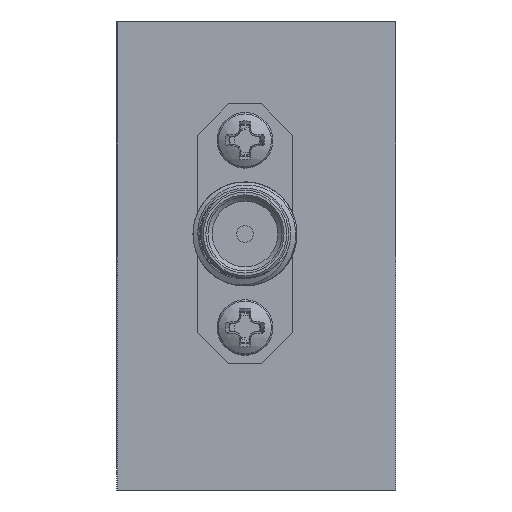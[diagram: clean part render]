
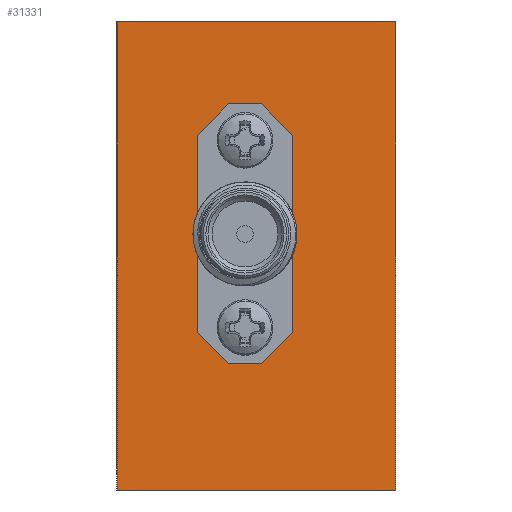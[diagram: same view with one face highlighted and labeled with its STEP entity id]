
A CAD part, left-side view. The second image highlights one B-rep face of the part: STEP entity #31331.
In plain terms, the highlighted planar face has unit normal (-1, 0, 0).
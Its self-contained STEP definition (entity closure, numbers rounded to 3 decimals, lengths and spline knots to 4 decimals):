
#6 = CARTESIAN_POINT ( 'NONE',  ( -0.9185, 0.2032, -0.1233 ) ) ;
#667 = DIRECTION ( 'NONE',  ( 0., -0.707, 0.707 ) ) ;
#893 = CARTESIAN_POINT ( 'NONE',  ( -0.9185, 0.2032, 0.2292 ) ) ;
#1781 = LINE ( 'NONE', #34671, #37565 ) ;
#2200 = VERTEX_POINT ( 'NONE', #26523 ) ;
#4094 = ORIENTED_EDGE ( 'NONE', *, *, #18489, .F. ) ;
#5640 = LINE ( 'NONE', #13279, #38209 ) ;
#5833 = VERTEX_POINT ( 'NONE', #46414 ) ;
#6559 = EDGE_CURVE ( 'NONE', #43580, #38722, #32438, .T. ) ;
#8198 = LINE ( 'NONE', #18496, #16884 ) ;
#8437 = CARTESIAN_POINT ( 'NONE',  ( -0.9185, -0.013, -0.2595 ) ) ;
#8489 = VECTOR ( 'NONE', #27050, 39.3701 ) ;
#8558 = EDGE_CURVE ( 'NONE', #35067, #23788, #25178, .T. ) ;
#9148 = CARTESIAN_POINT ( 'NONE',  ( -0.9185, 0.142, 0.3655 ) ) ;
#9182 = CARTESIAN_POINT ( 'NONE',  ( -0.9185, -0.1493, -0.1233 ) ) ;
#9786 = EDGE_CURVE ( 'NONE', #36343, #41068, #5640, .T. ) ;
#9829 = EDGE_CURVE ( 'NONE', #43580, #41068, #41620, .T. ) ;
#9971 = EDGE_CURVE ( 'NONE', #35067, #42374, #8198, .T. ) ;
#10272 = CARTESIAN_POINT ( 'NONE',  ( -0.9185, -0.088, 0.2905 ) ) ;
#10983 = CARTESIAN_POINT ( 'NONE',  ( -0.9185, -0.335, 0.5625 ) ) ;
#13279 = CARTESIAN_POINT ( 'NONE',  ( -0.9185, 0.142, -0.2595 ) ) ;
#14048 = DIRECTION ( 'NONE',  ( 0., -0.707, -0.707 ) ) ;
#14140 = ORIENTED_EDGE ( 'NONE', *, *, #39740, .T. ) ;
#14282 = CARTESIAN_POINT ( 'NONE',  ( -0.9185, -0.088, -0.1845 ) ) ;
#15197 = VECTOR ( 'NONE', #29560, 39.3701 ) ;
#15697 = VECTOR ( 'NONE', #22074, 39.3701 ) ;
#15990 = VECTOR ( 'NONE', #18129, 39.3701 ) ;
#16884 = VECTOR ( 'NONE', #22988, 39.3701 ) ;
#17322 = VERTEX_POINT ( 'NONE', #35653 ) ;
#18129 = DIRECTION ( 'NONE',  ( 0., 0.707, 0.707 ) ) ;
#18186 = VECTOR ( 'NONE', #43198, 39.3701 ) ;
#18264 = CARTESIAN_POINT ( 'NONE',  ( -0.9185, 0.335, -0.5625 ) ) ;
#18489 = EDGE_CURVE ( 'NONE', #2200, #5833, #23951, .T. ) ;
#18496 = CARTESIAN_POINT ( 'NONE',  ( -0.9185, 0.3345, 0.5625 ) ) ;
#20570 = FACE_BOUND ( 'NONE', #41296, .T. ) ;
#22074 = DIRECTION ( 'NONE',  ( 0., -1., 0. ) ) ;
#22988 = DIRECTION ( 'NONE',  ( 0., 0., 1. ) ) ;
#23358 = EDGE_CURVE ( 'NONE', #17322, #32243, #1781, .T. ) ;
#23436 = DIRECTION ( 'NONE',  ( 0., 0., -1. ) ) ;
#23705 = DIRECTION ( 'NONE',  ( 0., 1., 0. ) ) ;
#23788 = VERTEX_POINT ( 'NONE', #37714 ) ;
#23951 = LINE ( 'NONE', #9148, #8489 ) ;
#24374 = CARTESIAN_POINT ( 'NONE',  ( -0.9185, 0.335, 0.5625 ) ) ;
#24842 = ORIENTED_EDGE ( 'NONE', *, *, #9971, .F. ) ;
#25178 = LINE ( 'NONE', #18264, #15697 ) ;
#25282 = CARTESIAN_POINT ( 'NONE',  ( -0.9185, -0.088, 0.3655 ) ) ;
#26523 = CARTESIAN_POINT ( 'NONE',  ( -0.9185, 0.142, 0.2905 ) ) ;
#27050 = DIRECTION ( 'NONE',  ( 0., 0., -1. ) ) ;
#27730 = VECTOR ( 'NONE', #35761, 39.3701 ) ;
#27740 = CARTESIAN_POINT ( 'NONE',  ( -0.9185, 0.067, -0.2595 ) ) ;
#28138 = VECTOR ( 'NONE', #14048, 39.3701 ) ;
#28637 = ORIENTED_EDGE ( 'NONE', *, *, #41368, .T. ) ;
#29438 = CARTESIAN_POINT ( 'NONE',  ( -0.9185, 0.3345, -0.5625 ) ) ;
#29514 = LINE ( 'NONE', #893, #39833 ) ;
#29560 = DIRECTION ( 'NONE',  ( 0., 0., 1. ) ) ;
#29898 = CARTESIAN_POINT ( 'NONE',  ( -0.9185, 0.067, 0.3655 ) ) ;
#30274 = EDGE_CURVE ( 'NONE', #2200, #32243, #29514, .T. ) ;
#31331 = ADVANCED_FACE ( 'NONE', ( #20570, #45577 ), #38677, .F. ) ;
#32126 = VECTOR ( 'NONE', #42327, 39.3701 ) ;
#32243 = VERTEX_POINT ( 'NONE', #29898 ) ;
#32248 = CARTESIAN_POINT ( 'NONE',  ( -0.9185, 0.335, 0.5625 ) ) ;
#32429 = EDGE_CURVE ( 'NONE', #42374, #38720, #42970, .T. ) ;
#32438 = LINE ( 'NONE', #25282, #27730 ) ;
#34671 = CARTESIAN_POINT ( 'NONE',  ( -0.9185, 0.142, 0.3655 ) ) ;
#34961 = ORIENTED_EDGE ( 'NONE', *, *, #6559, .F. ) ;
#35067 = VERTEX_POINT ( 'NONE', #29438 ) ;
#35639 = EDGE_CURVE ( 'NONE', #17322, #38722, #46659, .T. ) ;
#35653 = CARTESIAN_POINT ( 'NONE',  ( -0.9185, -0.013, 0.3655 ) ) ;
#35761 = DIRECTION ( 'NONE',  ( 0., 0., 1. ) ) ;
#36343 = VERTEX_POINT ( 'NONE', #27740 ) ;
#36479 = LINE ( 'NONE', #44089, #15197 ) ;
#37136 = ORIENTED_EDGE ( 'NONE', *, *, #32429, .F. ) ;
#37502 = ORIENTED_EDGE ( 'NONE', *, *, #23358, .F. ) ;
#37565 = VECTOR ( 'NONE', #23705, 39.3701 ) ;
#37714 = CARTESIAN_POINT ( 'NONE',  ( -0.9185, -0.335, -0.5625 ) ) ;
#37958 = ORIENTED_EDGE ( 'NONE', *, *, #9829, .T. ) ;
#38209 = VECTOR ( 'NONE', #38749, 39.3701 ) ;
#38495 = ORIENTED_EDGE ( 'NONE', *, *, #9786, .F. ) ;
#38677 = PLANE ( 'NONE',  #46680 ) ;
#38720 = VERTEX_POINT ( 'NONE', #10983 ) ;
#38722 = VERTEX_POINT ( 'NONE', #10272 ) ;
#38749 = DIRECTION ( 'NONE',  ( 0., -1., 0. ) ) ;
#39740 = EDGE_CURVE ( 'NONE', #23788, #38720, #36479, .T. ) ;
#39833 = VECTOR ( 'NONE', #667, 39.3701 ) ;
#40020 = EDGE_LOOP ( 'NONE', ( #24842, #43957, #14140, #37136 ) ) ;
#40522 = CARTESIAN_POINT ( 'NONE',  ( -0.9185, 0.3345, 0.5625 ) ) ;
#41068 = VERTEX_POINT ( 'NONE', #8437 ) ;
#41296 = EDGE_LOOP ( 'NONE', ( #34961, #37958, #38495, #28637, #4094, #41486, #37502, #43888 ) ) ;
#41368 = EDGE_CURVE ( 'NONE', #36343, #5833, #46470, .T. ) ;
#41486 = ORIENTED_EDGE ( 'NONE', *, *, #30274, .T. ) ;
#41620 = LINE ( 'NONE', #9182, #32126 ) ;
#41774 = DIRECTION ( 'NONE',  ( 1., 0., 0. ) ) ;
#42327 = DIRECTION ( 'NONE',  ( 0., 0.707, -0.707 ) ) ;
#42374 = VERTEX_POINT ( 'NONE', #40522 ) ;
#42970 = LINE ( 'NONE', #32248, #18186 ) ;
#43198 = DIRECTION ( 'NONE',  ( 0., -1., 0. ) ) ;
#43580 = VERTEX_POINT ( 'NONE', #14282 ) ;
#43888 = ORIENTED_EDGE ( 'NONE', *, *, #35639, .T. ) ;
#43957 = ORIENTED_EDGE ( 'NONE', *, *, #8558, .T. ) ;
#44089 = CARTESIAN_POINT ( 'NONE',  ( -0.9185, -0.335, 0.5625 ) ) ;
#45577 = FACE_OUTER_BOUND ( 'NONE', #40020, .T. ) ;
#46414 = CARTESIAN_POINT ( 'NONE',  ( -0.9185, 0.142, -0.1845 ) ) ;
#46470 = LINE ( 'NONE', #6, #15990 ) ;
#46659 = LINE ( 'NONE', #46894, #28138 ) ;
#46680 = AXIS2_PLACEMENT_3D ( 'NONE', #24374, #41774, #23436 ) ;
#46894 = CARTESIAN_POINT ( 'NONE',  ( -0.9185, -0.1493, 0.2292 ) ) ;
